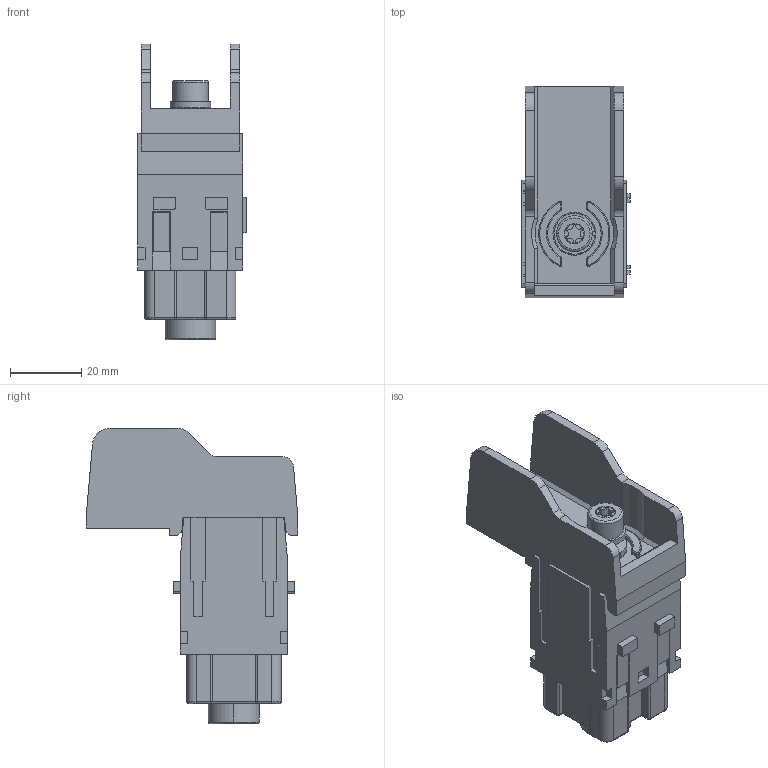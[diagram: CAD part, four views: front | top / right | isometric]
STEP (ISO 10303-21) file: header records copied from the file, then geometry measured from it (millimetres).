
FILE_DESCRIPTION(('Creo Elements/Direct Modeling STEP Export'),'2;1');
FILE_NAME('0ln7uvk5l68h79s5320','2022-10-12T17:04:58',(''),(''),'Creo Elements/Direct Modeling STEP processor for AP214 (Solid Model)','Creo Elements/Direct Modeling 20.1B 02-Apr-2019 (C) Parametric Technology GmbH','');
FILE_SCHEMA(('AUTOMOTIVE_DESIGN { 1 0 10303 214 1 1 1 1 }'));
Length unit declared in the file: millimetre
Products named in the file (2): CX 01 YAF
Assembly tree (1 placements, depth 2):
  CX 01 YAF
    CX 01 YAF
Bounding box: 30.3 x 59.3 x 82.8 mm (x, y, z)
Volume: 48958.6 mm3; surface area: 21754.3 mm2
Topology: 1 solids, 1 shells, 534 faces, 1398 edges, 865 vertices
Faces by surface type: plane 295, cylinder 155, torus 34, sphere 24, cone 20, revolution 6
Entity records: 21279 total; most frequent: CARTESIAN_POINT 4150, ORIENTED_EDGE 2744, DIRECTION 2587, EDGE_CURVE 1372, VERTEX_POINT 865, VECTOR 863, LINE 863, AXIS2_PLACEMENT_3D 859
